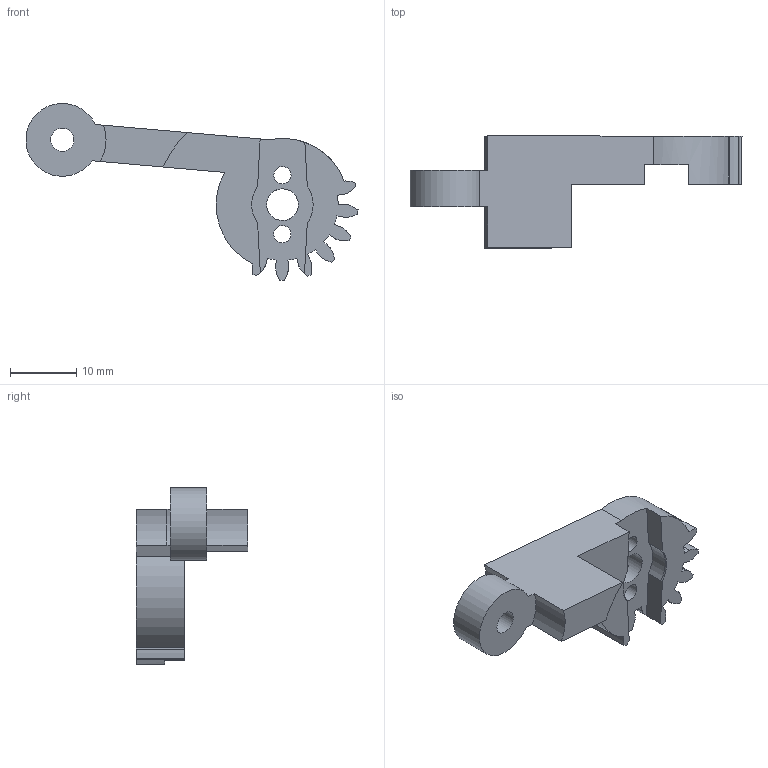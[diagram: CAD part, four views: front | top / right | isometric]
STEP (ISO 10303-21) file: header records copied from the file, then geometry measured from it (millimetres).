
FILE_DESCRIPTION(/* description */ (''),/* implementation_level */ '2;1');
FILE_NAME(/* name */ 'Engranaje2.step',/* time_stamp */ '2024-04-02T11:32:06-05:00',/* author */ (''),/* organization */ (''),/* preprocessor_version */ 'ST-DEVELOPER v20',/* originating_system */ 'Autodesk Translation Framework v12.20.1.177',/* authorisation */ '');
FILE_SCHEMA (('AUTOMOTIVE_DESIGN { 1 0 10303 214 3 1 1 }'));
Length unit declared in the file: millimetre
Products named in the file (1): Engranaje2
Bounding box: 50.1 x 16.89 x 26.69 mm (x, y, z)
Volume: 3481.8 mm3; surface area: 2700.6 mm2
Topology: 1 solids, 1 shells, 82 faces, 252 edges, 168 vertices
Faces by surface type: plane 38, cylinder 23, bspline 21
Full cylindrical faces by diameter (mm): 2.6 x2, 3.5 x1, 4.8 x1
Entity records: 3965 total; most frequent: CARTESIAN_POINT 1808, ORIENTED_EDGE 496, DIRECTION 360, EDGE_CURVE 248, VERTEX_POINT 168, LINE 138, VECTOR 138, AXIS2_PLACEMENT_3D 111
